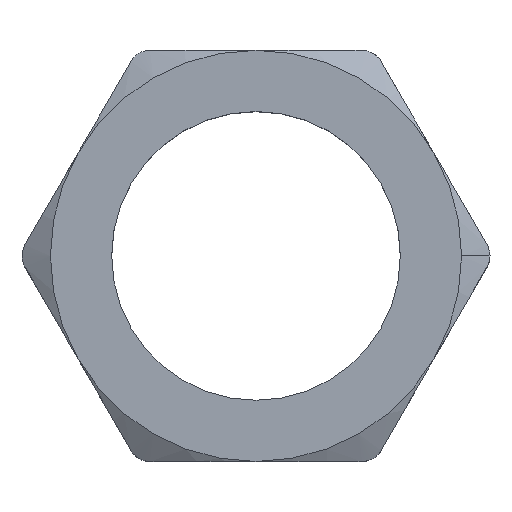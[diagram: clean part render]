
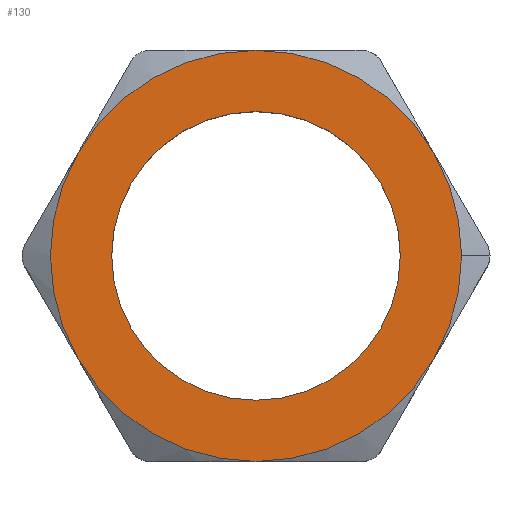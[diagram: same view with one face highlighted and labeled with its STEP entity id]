
A CAD part, top view. The second image highlights one B-rep face of the part: STEP entity #130.
In plain terms, the highlighted planar face has unit normal (0, 0, 1).
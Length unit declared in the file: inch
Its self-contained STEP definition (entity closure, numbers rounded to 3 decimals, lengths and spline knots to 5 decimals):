
#43 = VERTEX_POINT ( 'NONE', #573 ) ;
#96 = VERTEX_POINT ( 'NONE', #719 ) ;
#124 = ORIENTED_EDGE ( 'NONE', *, *, #125, .T. ) ;
#125 = EDGE_CURVE ( 'NONE', #141, #164, #781, .T. ) ;
#126 = ORIENTED_EDGE ( 'NONE', *, *, #127, .T. ) ;
#127 = EDGE_CURVE ( 'NONE', #164, #43, #826, .T. ) ;
#130 = ADVANCED_FACE ( 'NONE', ( #822, #821 ), #819, .F. ) ;
#131 = EDGE_LOOP ( 'NONE', ( #230, #272 ) ) ;
#141 = VERTEX_POINT ( 'NONE', #855 ) ;
#149 = ORIENTED_EDGE ( 'NONE', *, *, #150, .T. ) ;
#150 = EDGE_CURVE ( 'NONE', #330, #160, #836, .T. ) ;
#160 = VERTEX_POINT ( 'NONE', #878 ) ;
#164 = VERTEX_POINT ( 'NONE', #865 ) ;
#175 = ORIENTED_EDGE ( 'NONE', *, *, #176, .T. ) ;
#176 = EDGE_CURVE ( 'NONE', #43, #307, #920, .T. ) ;
#177 = ORIENTED_EDGE ( 'NONE', *, *, #309, .T. ) ;
#230 = ORIENTED_EDGE ( 'NONE', *, *, #2506, .F. ) ;
#231 = EDGE_CURVE ( 'NONE', #2516, #2491, #1101, .T. ) ;
#233 = EDGE_LOOP ( 'NONE', ( #265, #267, #124, #126, #175, #177, #149 ) ) ;
#265 = ORIENTED_EDGE ( 'NONE', *, *, #266, .T. ) ;
#266 = EDGE_CURVE ( 'NONE', #160, #96, #1178, .T. ) ;
#267 = ORIENTED_EDGE ( 'NONE', *, *, #268, .T. ) ;
#268 = EDGE_CURVE ( 'NONE', #96, #141, #1174, .T. ) ;
#272 = ORIENTED_EDGE ( 'NONE', *, *, #231, .F. ) ;
#307 = VERTEX_POINT ( 'NONE', #1185 ) ;
#309 = EDGE_CURVE ( 'NONE', #307, #330, #1241, .T. ) ;
#330 = VERTEX_POINT ( 'NONE', #1219 ) ;
#573 = CARTESIAN_POINT ( 'NONE',  ( 0.40703, -0.235, 0.27 ) ) ;
#719 = CARTESIAN_POINT ( 'NONE',  ( -0.40703, 0.235, 0.27 ) ) ;
#768 = CARTESIAN_POINT ( 'NONE',  ( 0., 0., 0.27 ) ) ;
#769 = DIRECTION ( 'NONE',  ( 1., 0., 0. ) ) ;
#770 = DIRECTION ( 'NONE',  ( 0., 0., 1. ) ) ;
#771 = CARTESIAN_POINT ( 'NONE',  ( 0., 0., 0.27 ) ) ;
#772 = AXIS2_PLACEMENT_3D ( 'NONE', #771, #770, #769 ) ;
#781 = CIRCLE ( 'NONE', #772, 0.47 ) ;
#807 = DIRECTION ( 'NONE',  ( -1., 0., 0. ) ) ;
#808 = DIRECTION ( 'NONE',  ( 0., 0., -1. ) ) ;
#809 = CARTESIAN_POINT ( 'NONE',  ( 0., 0.94, 0.27 ) ) ;
#810 = AXIS2_PLACEMENT_3D ( 'NONE', #809, #808, #807 ) ;
#819 = PLANE ( 'NONE',  #810 ) ;
#821 = FACE_OUTER_BOUND ( 'NONE', #233, .T. ) ;
#822 = FACE_BOUND ( 'NONE', #131, .T. ) ;
#823 = DIRECTION ( 'NONE',  ( 1., 0., 0. ) ) ;
#824 = DIRECTION ( 'NONE',  ( 0., 0., 1. ) ) ;
#825 = AXIS2_PLACEMENT_3D ( 'NONE', #768, #824, #823 ) ;
#826 = CIRCLE ( 'NONE', #825, 0.47 ) ;
#829 = DIRECTION ( 'NONE',  ( 1., 0., 0. ) ) ;
#830 = DIRECTION ( 'NONE',  ( 0., 0., 1. ) ) ;
#831 = CARTESIAN_POINT ( 'NONE',  ( 0., 0., 0.27 ) ) ;
#832 = AXIS2_PLACEMENT_3D ( 'NONE', #831, #830, #829 ) ;
#836 = CIRCLE ( 'NONE', #832, 0.47 ) ;
#855 = CARTESIAN_POINT ( 'NONE',  ( -0.40703, -0.235, 0.27 ) ) ;
#865 = CARTESIAN_POINT ( 'NONE',  ( 0., -0.47, 0.27 ) ) ;
#878 = CARTESIAN_POINT ( 'NONE',  ( 0., 0.47, 0.27 ) ) ;
#916 = DIRECTION ( 'NONE',  ( 1., 0., 0. ) ) ;
#917 = DIRECTION ( 'NONE',  ( 0., 0., 1. ) ) ;
#918 = CARTESIAN_POINT ( 'NONE',  ( 0., 0., 0.27 ) ) ;
#919 = AXIS2_PLACEMENT_3D ( 'NONE', #918, #917, #916 ) ;
#920 = CIRCLE ( 'NONE', #919, 0.47 ) ;
#1098 = DIRECTION ( 'NONE',  ( 1., 0., 0. ) ) ;
#1099 = DIRECTION ( 'NONE',  ( 0., 0., 1. ) ) ;
#1100 = AXIS2_PLACEMENT_3D ( 'NONE', #1106, #1099, #1098 ) ;
#1101 = CIRCLE ( 'NONE', #1100, 0.33 ) ;
#1106 = CARTESIAN_POINT ( 'NONE',  ( 0., 0., 0.27 ) ) ;
#1126 = CARTESIAN_POINT ( 'NONE',  ( 0., 0., 0.27 ) ) ;
#1170 = DIRECTION ( 'NONE',  ( 1., 0., 0. ) ) ;
#1171 = DIRECTION ( 'NONE',  ( 0., 0., 1. ) ) ;
#1172 = CARTESIAN_POINT ( 'NONE',  ( 0., 0., 0.27 ) ) ;
#1173 = AXIS2_PLACEMENT_3D ( 'NONE', #1172, #1171, #1170 ) ;
#1174 = CIRCLE ( 'NONE', #1173, 0.47 ) ;
#1175 = DIRECTION ( 'NONE',  ( 1., 0., 0. ) ) ;
#1176 = DIRECTION ( 'NONE',  ( 0., 0., 1. ) ) ;
#1177 = AXIS2_PLACEMENT_3D ( 'NONE', #1126, #1176, #1175 ) ;
#1178 = CIRCLE ( 'NONE', #1177, 0.47 ) ;
#1185 = CARTESIAN_POINT ( 'NONE',  ( 0.47, 0., 0.27 ) ) ;
#1219 = CARTESIAN_POINT ( 'NONE',  ( 0.40703, 0.235, 0.27 ) ) ;
#1237 = DIRECTION ( 'NONE',  ( 1., 0., 0. ) ) ;
#1238 = DIRECTION ( 'NONE',  ( 0., 0., 1. ) ) ;
#1239 = CARTESIAN_POINT ( 'NONE',  ( 0., 0., 0.27 ) ) ;
#1240 = AXIS2_PLACEMENT_3D ( 'NONE', #1239, #1238, #1237 ) ;
#1241 = CIRCLE ( 'NONE', #1240, 0.47 ) ;
#1887 = CARTESIAN_POINT ( 'NONE',  ( -0.33, 0., 0.27 ) ) ;
#1911 = DIRECTION ( 'NONE',  ( 1., 0., 0. ) ) ;
#1912 = DIRECTION ( 'NONE',  ( 0., 0., 1. ) ) ;
#1913 = CARTESIAN_POINT ( 'NONE',  ( 0., 0., 0.27 ) ) ;
#1914 = AXIS2_PLACEMENT_3D ( 'NONE', #1913, #1912, #1911 ) ;
#1915 = CIRCLE ( 'NONE', #1914, 0.33 ) ;
#1950 = CARTESIAN_POINT ( 'NONE',  ( 0.33, 0., 0.27 ) ) ;
#2491 = VERTEX_POINT ( 'NONE', #1887 ) ;
#2506 = EDGE_CURVE ( 'NONE', #2491, #2516, #1915, .T. ) ;
#2516 = VERTEX_POINT ( 'NONE', #1950 ) ;
